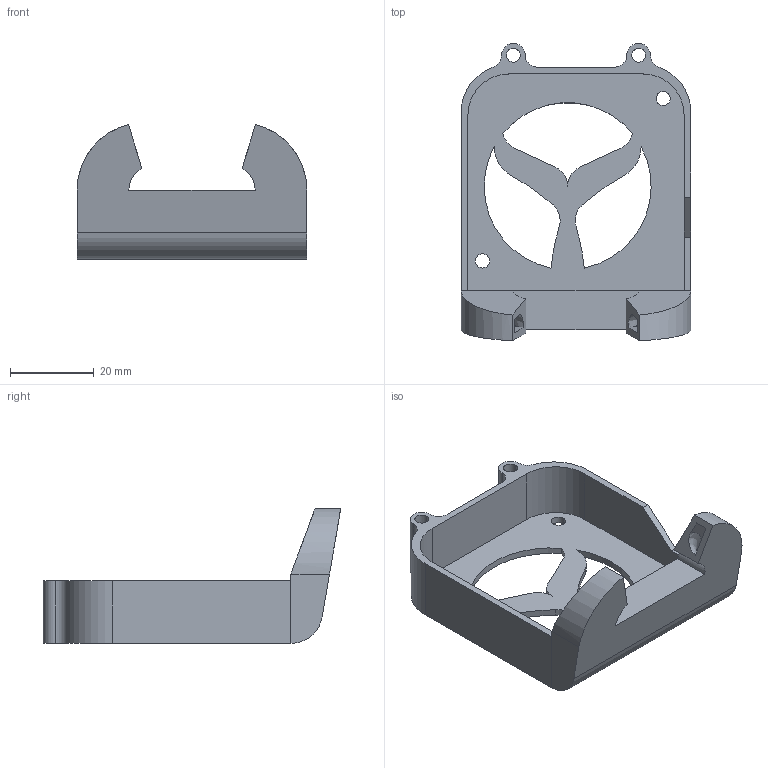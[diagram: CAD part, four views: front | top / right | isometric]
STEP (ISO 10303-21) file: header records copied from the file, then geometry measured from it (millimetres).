
FILE_DESCRIPTION (( 'STEP AP214' ), '1' );
FILE_NAME ('瑞耋3.STEP', '2023-08-16T07:03:42', ( '' ), ( '' ), 'SwSTEP 2.0', 'SolidWorks 2020', '' );
FILE_SCHEMA (( 'AUTOMOTIVE_DESIGN' ));
Length unit declared in the file: millimetre
Products named in the file (1): 瑞耋3
Bounding box: 55 x 71.24 x 32.28 mm (x, y, z)
Volume: 12033.5 mm3; surface area: 15285.5 mm2
Topology: 2 solids, 2 shells, 84 faces, 239 edges, 158 vertices
Faces by surface type: cylinder 45, plane 35, bspline 4
Entity records: 2997 total; most frequent: CARTESIAN_POINT 754, ORIENTED_EDGE 478, DIRECTION 445, EDGE_CURVE 239, VERTEX_POINT 158, AXIS2_PLACEMENT_3D 157, VECTOR 131, LINE 131
